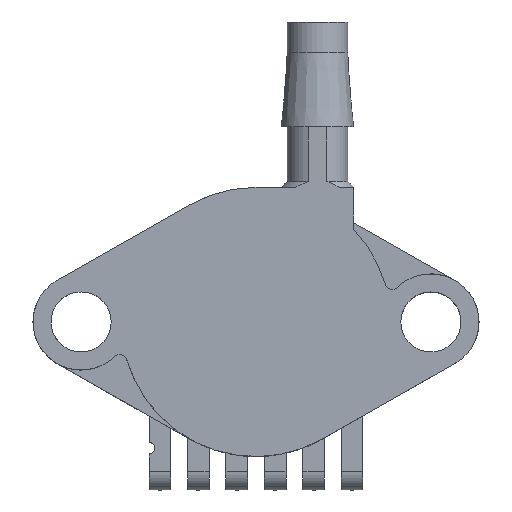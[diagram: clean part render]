
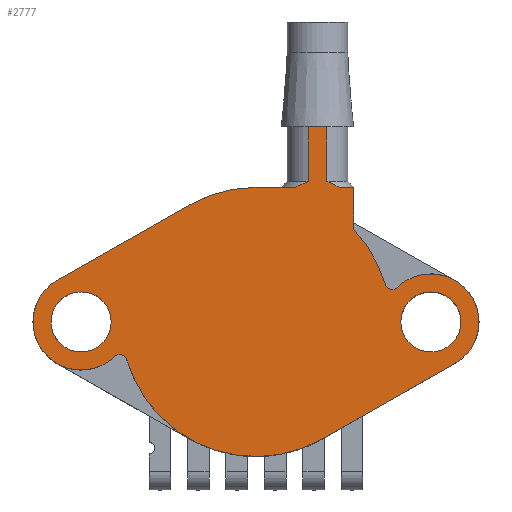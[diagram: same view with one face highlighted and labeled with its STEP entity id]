
A CAD part, top view. The second image highlights one B-rep face of the part: STEP entity #2777.
In plain terms, the highlighted planar face has unit normal (0, 0, 1).
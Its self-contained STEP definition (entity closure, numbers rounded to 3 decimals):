
#23=(
BOUNDED_CURVE()
B_SPLINE_CURVE(2,(#4281,#4282,#4283),.UNSPECIFIED.,.F.,.F.)
B_SPLINE_CURVE_WITH_KNOTS((3,3),(-3.903,-3.343),
 .UNSPECIFIED.)
CURVE()
GEOMETRIC_REPRESENTATION_ITEM()
RATIONAL_B_SPLINE_CURVE((5.375,5.739,5.908))
REPRESENTATION_ITEM('')
);
#24=(
BOUNDED_CURVE()
B_SPLINE_CURVE(2,(#4290,#4291,#4292,#4293),.UNSPECIFIED.,.F.,.F.)
B_SPLINE_CURVE_WITH_KNOTS((3,1,3),(-2.368,-2.275,
-1.808),.UNSPECIFIED.)
CURVE()
GEOMETRIC_REPRESENTATION_ITEM()
RATIONAL_B_SPLINE_CURVE((5.908,5.88,5.679,
5.375))
REPRESENTATION_ITEM('')
);
#30=FACE_BOUND('',#349,.T.);
#31=FACE_BOUND('',#350,.T.);
#113=CIRCLE('',#2991,3.178);
#114=CIRCLE('',#2992,0.5);
#115=CIRCLE('',#2993,8.89);
#116=CIRCLE('',#2994,8.89);
#117=CIRCLE('',#2995,3.178);
#118=CIRCLE('',#2996,0.5);
#119=CIRCLE('',#2997,8.89);
#120=CIRCLE('',#2998,1.983);
#121=CIRCLE('',#2999,1.983);
#193=FACE_OUTER_BOUND('',#348,.T.);
#348=EDGE_LOOP('',(#1957,#1958,#1959,#1960,#1961,#1962,#1963,#1964,#1965,
#1966,#1967,#1968,#1969,#1970,#1971,#1972,#1973));
#349=EDGE_LOOP('',(#1974));
#350=EDGE_LOOP('',(#1975));
#542=LINE('',#4202,#854);
#549=LINE('',#4225,#861);
#553=LINE('',#4235,#865);
#561=LINE('',#4279,#873);
#562=LINE('',#4285,#874);
#563=LINE('',#4287,#875);
#564=LINE('',#4289,#876);
#565=LINE('',#4297,#877);
#854=VECTOR('',#3332,10.044);
#861=VECTOR('',#3353,2.621);
#865=VECTOR('',#3363,0.948);
#873=VECTOR('',#3417,2.769);
#874=VECTOR('',#3418,3.613);
#875=VECTOR('',#3419,1.218);
#876=VECTOR('',#3420,3.613);
#877=VECTOR('',#3423,10.044);
#1183=VERTEX_POINT('',#4199);
#1184=VERTEX_POINT('',#4201);
#1192=VERTEX_POINT('',#4223);
#1193=VERTEX_POINT('',#4224);
#1195=VERTEX_POINT('',#4231);
#1196=VERTEX_POINT('',#4233);
#1207=VERTEX_POINT('',#4273);
#1208=VERTEX_POINT('',#4275);
#1209=VERTEX_POINT('',#4277);
#1210=VERTEX_POINT('',#4280);
#1211=VERTEX_POINT('',#4284);
#1212=VERTEX_POINT('',#4286);
#1213=VERTEX_POINT('',#4288);
#1214=VERTEX_POINT('',#4294);
#1215=VERTEX_POINT('',#4296);
#1216=VERTEX_POINT('',#4298);
#1217=VERTEX_POINT('',#4300);
#1218=VERTEX_POINT('',#4303);
#1219=VERTEX_POINT('',#4305);
#1463=EDGE_CURVE('',#1184,#1183,#542,.T.);
#1475=EDGE_CURVE('',#1192,#1193,#549,.T.);
#1481=EDGE_CURVE('',#1195,#1196,#553,.T.);
#1502=EDGE_CURVE('',#1183,#1207,#113,.T.);
#1503=EDGE_CURVE('',#1208,#1207,#114,.T.);
#1504=EDGE_CURVE('',#1209,#1208,#115,.T.);
#1505=EDGE_CURVE('',#1209,#1195,#561,.T.);
#1506=EDGE_CURVE('',#1196,#1210,#23,.T.);
#1507=EDGE_CURVE('',#1211,#1210,#562,.T.);
#1508=EDGE_CURVE('',#1211,#1212,#563,.T.);
#1509=EDGE_CURVE('',#1213,#1212,#564,.F.);
#1510=EDGE_CURVE('',#1213,#1192,#24,.T.);
#1511=EDGE_CURVE('',#1193,#1214,#116,.T.);
#1512=EDGE_CURVE('',#1214,#1215,#565,.T.);
#1513=EDGE_CURVE('',#1215,#1216,#117,.T.);
#1514=EDGE_CURVE('',#1217,#1216,#118,.T.);
#1515=EDGE_CURVE('',#1217,#1184,#119,.T.);
#1516=EDGE_CURVE('',#1218,#1218,#120,.T.);
#1517=EDGE_CURVE('',#1219,#1219,#121,.T.);
#1957=ORIENTED_EDGE('',*,*,#1502,.T.);
#1958=ORIENTED_EDGE('',*,*,#1503,.F.);
#1959=ORIENTED_EDGE('',*,*,#1504,.F.);
#1960=ORIENTED_EDGE('',*,*,#1505,.T.);
#1961=ORIENTED_EDGE('',*,*,#1481,.T.);
#1962=ORIENTED_EDGE('',*,*,#1506,.T.);
#1963=ORIENTED_EDGE('',*,*,#1507,.F.);
#1964=ORIENTED_EDGE('',*,*,#1508,.T.);
#1965=ORIENTED_EDGE('',*,*,#1509,.F.);
#1966=ORIENTED_EDGE('',*,*,#1510,.T.);
#1967=ORIENTED_EDGE('',*,*,#1475,.T.);
#1968=ORIENTED_EDGE('',*,*,#1511,.T.);
#1969=ORIENTED_EDGE('',*,*,#1512,.T.);
#1970=ORIENTED_EDGE('',*,*,#1513,.T.);
#1971=ORIENTED_EDGE('',*,*,#1514,.F.);
#1972=ORIENTED_EDGE('',*,*,#1515,.T.);
#1973=ORIENTED_EDGE('',*,*,#1463,.T.);
#1974=ORIENTED_EDGE('',*,*,#1516,.F.);
#1975=ORIENTED_EDGE('',*,*,#1517,.F.);
#2651=PLANE('',#2990);
#2777=ADVANCED_FACE('',(#193,#30,#31),#2651,.F.);
#2990=AXIS2_PLACEMENT_3D('',#4272,#3409,#3410);
#2991=AXIS2_PLACEMENT_3D('',#4274,#3411,#3412);
#2992=AXIS2_PLACEMENT_3D('',#4276,#3413,#3414);
#2993=AXIS2_PLACEMENT_3D('',#4278,#3415,#3416);
#2994=AXIS2_PLACEMENT_3D('',#4295,#3421,#3422);
#2995=AXIS2_PLACEMENT_3D('',#4299,#3424,#3425);
#2996=AXIS2_PLACEMENT_3D('',#4301,#3426,#3427);
#2997=AXIS2_PLACEMENT_3D('',#4302,#3428,#3429);
#2998=AXIS2_PLACEMENT_3D('',#4304,#3430,#3431);
#2999=AXIS2_PLACEMENT_3D('',#4306,#3432,#3433);
#3332=DIRECTION('',(0.869,0.494,0.));
#3353=DIRECTION('',(-1.,0.,0.));
#3363=DIRECTION('',(-1.,0.,0.));
#3409=DIRECTION('center_axis',(0.,0.,-1.));
#3410=DIRECTION('ref_axis',(-1.,0.,0.));
#3411=DIRECTION('center_axis',(0.,0.,1.));
#3412=DIRECTION('ref_axis',(-1.,0.,0.));
#3413=DIRECTION('center_axis',(0.,0.,1.));
#3414=DIRECTION('ref_axis',(-1.,0.,0.));
#3415=DIRECTION('center_axis',(0.,0.,-1.));
#3416=DIRECTION('ref_axis',(-1.,0.,0.));
#3417=DIRECTION('',(0.,1.,0.));
#3418=DIRECTION('',(0.,-1.,0.));
#3419=DIRECTION('',(-1.,0.,0.));
#3420=DIRECTION('',(0.,-1.,0.));
#3421=DIRECTION('center_axis',(0.,0.,1.));
#3422=DIRECTION('ref_axis',(-1.,0.,0.));
#3423=DIRECTION('',(-0.869,-0.494,0.));
#3424=DIRECTION('center_axis',(0.,0.,1.));
#3425=DIRECTION('ref_axis',(1.,0.,0.));
#3426=DIRECTION('center_axis',(0.,0.,1.));
#3427=DIRECTION('ref_axis',(1.,0.,0.));
#3428=DIRECTION('center_axis',(0.,0.,1.));
#3429=DIRECTION('ref_axis',(1.,0.,0.));
#3430=DIRECTION('center_axis',(0.,0.,1.));
#3431=DIRECTION('ref_axis',(1.,0.,0.));
#3432=DIRECTION('center_axis',(0.,0.,1.));
#3433=DIRECTION('ref_axis',(1.,0.,0.));
#4199=CARTESIAN_POINT('',(13.126,-2.762,8.));
#4201=CARTESIAN_POINT('',(4.395,-7.728,8.));
#4202=CARTESIAN_POINT('',(4.395,-7.728,8.));
#4223=CARTESIAN_POINT('',(2.621,8.89,8.));
#4224=CARTESIAN_POINT('',(0.,8.89,8.));
#4225=CARTESIAN_POINT('',(2.621,8.89,8.));
#4231=CARTESIAN_POINT('',(6.448,8.89,8.));
#4233=CARTESIAN_POINT('',(5.499,8.89,8.));
#4235=CARTESIAN_POINT('',(6.447,8.89,8.));
#4272=CARTESIAN_POINT('Origin',(0.,0.,
8.));
#4273=CARTESIAN_POINT('',(9.354,2.292,8.));
#4274=CARTESIAN_POINT('Origin',(11.555,0.,8.));
#4275=CARTESIAN_POINT('',(8.528,2.511,8.));
#4276=CARTESIAN_POINT('Origin',(9.008,2.652,8.));
#4277=CARTESIAN_POINT('',(6.447,6.121,8.));
#4278=CARTESIAN_POINT('Origin',(0.,0.,
8.));
#4279=CARTESIAN_POINT('',(6.448,6.121,8.));
#4280=CARTESIAN_POINT('',(4.669,9.278,8.));
#4281=CARTESIAN_POINT('Ctrl Pts',(5.499,8.89,8.));
#4282=CARTESIAN_POINT('Ctrl Pts',(5.047,9.162,8.));
#4283=CARTESIAN_POINT('Ctrl Pts',(4.669,9.278,8.));
#4284=CARTESIAN_POINT('',(4.669,12.89,8.));
#4285=CARTESIAN_POINT('',(4.669,12.89,8.));
#4286=CARTESIAN_POINT('',(3.451,12.89,8.));
#4287=CARTESIAN_POINT('',(4.669,12.89,8.));
#4288=CARTESIAN_POINT('',(3.451,9.278,8.));
#4289=CARTESIAN_POINT('',(3.451,12.89,8.));
#4290=CARTESIAN_POINT('Ctrl Pts',(3.451,9.278,8.));
#4291=CARTESIAN_POINT('Ctrl Pts',(3.39,9.259,8.));
#4292=CARTESIAN_POINT('Ctrl Pts',(3.002,9.12,8.));
#4293=CARTESIAN_POINT('Ctrl Pts',(2.621,8.89,8.));
#4294=CARTESIAN_POINT('',(-4.395,7.728,8.));
#4295=CARTESIAN_POINT('Origin',(0.,0.,
8.));
#4296=CARTESIAN_POINT('',(-13.126,2.762,8.));
#4297=CARTESIAN_POINT('',(-4.395,7.728,8.));
#4298=CARTESIAN_POINT('',(-9.354,-2.292,8.));
#4299=CARTESIAN_POINT('Origin',(-11.555,0.,8.));
#4300=CARTESIAN_POINT('',(-8.528,-2.511,8.));
#4301=CARTESIAN_POINT('Origin',(-9.008,-2.652,8.));
#4302=CARTESIAN_POINT('Origin',(0.,0.,
8.));
#4303=CARTESIAN_POINT('',(-9.573,0.,8.));
#4304=CARTESIAN_POINT('Origin',(-11.555,0.,8.));
#4305=CARTESIAN_POINT('',(13.538,0.,8.));
#4306=CARTESIAN_POINT('Origin',(11.555,0.,8.));
